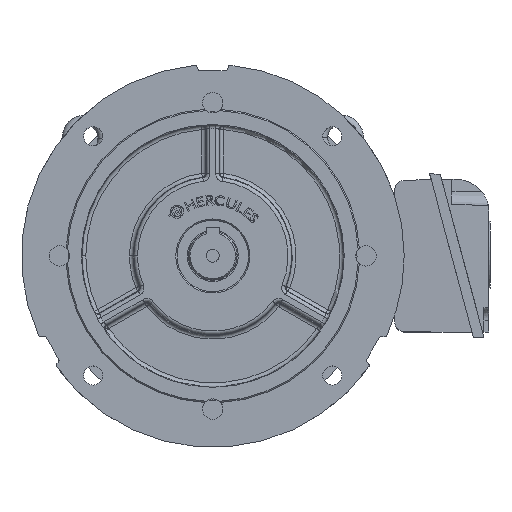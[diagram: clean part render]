
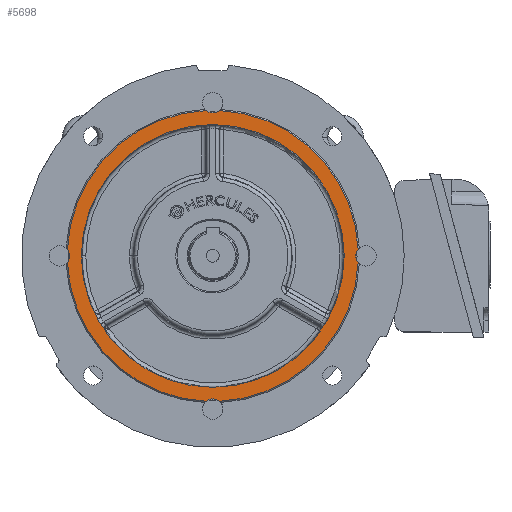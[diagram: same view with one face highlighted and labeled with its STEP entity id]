
A CAD part, top view. The second image highlights one B-rep face of the part: STEP entity #5698.
In plain terms, the highlighted planar face has unit normal (0, 0, 1).
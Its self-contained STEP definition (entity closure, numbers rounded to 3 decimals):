
#345 = VERTEX_POINT ( 'NONE', #15058 ) ;
#435 = EDGE_CURVE ( 'NONE', #24294, #78568, #61078, .T. ) ;
#1096 = EDGE_CURVE ( 'NONE', #345, #83583, #4125, .T. ) ;
#2632 = EDGE_CURVE ( 'NONE', #11302, #13810, #28262, .T. ) ;
#3178 = DIRECTION ( 'NONE',  ( 1., 0., 0. ) ) ;
#4125 = CIRCLE ( 'NONE', #26923, 114. ) ;
#4543 = EDGE_LOOP ( 'NONE', ( #56043, #52798 ) ) ;
#5370 = EDGE_CURVE ( 'NONE', #87440, #19360, #55602, .T. ) ;
#5698 = ADVANCED_FACE ( 'NONE', ( #70272, #9237 ), #23034, .T. ) ;
#5908 = AXIS2_PLACEMENT_3D ( 'NONE', #25858, #6238, #46371 ) ;
#6152 = CIRCLE ( 'NONE', #17549, 114. ) ;
#6238 = DIRECTION ( 'NONE',  ( 0., 0., 1. ) ) ;
#6813 = ORIENTED_EDGE ( 'NONE', *, *, #435, .F. ) ;
#7105 = EDGE_CURVE ( 'NONE', #18085, #40788, #6152, .T. ) ;
#7786 = EDGE_CURVE ( 'NONE', #345, #55721, #44558, .T. ) ;
#8202 = ORIENTED_EDGE ( 'NONE', *, *, #74453, .T. ) ;
#8396 = CIRCLE ( 'NONE', #11260, 114. ) ;
#9054 = DIRECTION ( 'NONE',  ( 1., 0., 0. ) ) ;
#9237 = FACE_BOUND ( 'NONE', #4543, .T. ) ;
#9898 = AXIS2_PLACEMENT_3D ( 'NONE', #46847, #75761, #61989 ) ;
#11108 = ORIENTED_EDGE ( 'NONE', *, *, #7105, .T. ) ;
#11260 = AXIS2_PLACEMENT_3D ( 'NONE', #50932, #56343, #9054 ) ;
#11302 = VERTEX_POINT ( 'NONE', #13890 ) ;
#12007 = ORIENTED_EDGE ( 'NONE', *, *, #17599, .F. ) ;
#13710 = CARTESIAN_POINT ( 'NONE',  ( -112., 0., 66.5 ) ) ;
#13810 = VERTEX_POINT ( 'NONE', #30801 ) ;
#13890 = CARTESIAN_POINT ( 'NONE',  ( -5.156, 113.883, 66.5 ) ) ;
#15058 = CARTESIAN_POINT ( 'NONE',  ( -113.883, -5.156, 66.5 ) ) ;
#16536 = DIRECTION ( 'NONE',  ( 1., 0., 0. ) ) ;
#17549 = AXIS2_PLACEMENT_3D ( 'NONE', #57879, #30205, #79166 ) ;
#17599 = EDGE_CURVE ( 'NONE', #78568, #40788, #39720, .T. ) ;
#18085 = VERTEX_POINT ( 'NONE', #43121 ) ;
#18902 = DIRECTION ( 'NONE',  ( 0., 0., 1. ) ) ;
#18990 = ORIENTED_EDGE ( 'NONE', *, *, #65868, .F. ) ;
#19360 = VERTEX_POINT ( 'NONE', #82363 ) ;
#21288 = CARTESIAN_POINT ( 'NONE',  ( 120., 0., 66.5 ) ) ;
#22381 = ORIENTED_EDGE ( 'NONE', *, *, #23067, .T. ) ;
#22518 = AXIS2_PLACEMENT_3D ( 'NONE', #70024, #77995, #16536 ) ;
#22897 = AXIS2_PLACEMENT_3D ( 'NONE', #78370, #37834, #49170 ) ;
#23034 = PLANE ( 'NONE',  #45692 ) ;
#23067 = EDGE_CURVE ( 'NONE', #11302, #86575, #85529, .T. ) ;
#24294 = VERTEX_POINT ( 'NONE', #37367 ) ;
#25812 = CARTESIAN_POINT ( 'NONE',  ( 0., 120., 66.5 ) ) ;
#25858 = CARTESIAN_POINT ( 'NONE',  ( 0., 0., 66.5 ) ) ;
#26923 = AXIS2_PLACEMENT_3D ( 'NONE', #82101, #30824, #3178 ) ;
#26934 = CIRCLE ( 'NONE', #9898, 8. ) ;
#27466 = CARTESIAN_POINT ( 'NONE',  ( 113.883, -5.156, 66.5 ) ) ;
#28262 = CIRCLE ( 'NONE', #88052, 8. ) ;
#28907 = AXIS2_PLACEMENT_3D ( 'NONE', #58984, #59422, #32643 ) ;
#29401 = ORIENTED_EDGE ( 'NONE', *, *, #2632, .F. ) ;
#30205 = DIRECTION ( 'NONE',  ( 0., 0., 1. ) ) ;
#30801 = CARTESIAN_POINT ( 'NONE',  ( 5.156, 113.883, 66.5 ) ) ;
#30824 = DIRECTION ( 'NONE',  ( 0., 0., 1. ) ) ;
#32643 = DIRECTION ( 'NONE',  ( 0., 1., 0. ) ) ;
#33036 = CARTESIAN_POINT ( 'NONE',  ( -113.883, 5.156, 66.5 ) ) ;
#33402 = DIRECTION ( 'NONE',  ( 1., 0., 0. ) ) ;
#33408 = DIRECTION ( 'NONE',  ( -1., 0., 0. ) ) ;
#33939 = CIRCLE ( 'NONE', #22518, 102.93 ) ;
#37367 = CARTESIAN_POINT ( 'NONE',  ( 113.883, 5.156, 66.5 ) ) ;
#37541 = CARTESIAN_POINT ( 'NONE',  ( 102.93, 0., 66.5 ) ) ;
#37834 = DIRECTION ( 'NONE',  ( 0., 0., -1. ) ) ;
#39720 = CIRCLE ( 'NONE', #51116, 8. ) ;
#39950 = ORIENTED_EDGE ( 'NONE', *, *, #47989, .F. ) ;
#40788 = VERTEX_POINT ( 'NONE', #27466 ) ;
#43121 = CARTESIAN_POINT ( 'NONE',  ( 5.156, -113.883, 66.5 ) ) ;
#44558 = CIRCLE ( 'NONE', #28907, 8. ) ;
#45555 = AXIS2_PLACEMENT_3D ( 'NONE', #87739, #67254, #33408 ) ;
#45610 = ORIENTED_EDGE ( 'NONE', *, *, #1096, .T. ) ;
#45692 = AXIS2_PLACEMENT_3D ( 'NONE', #50252, #72021, #52902 ) ;
#46371 = DIRECTION ( 'NONE',  ( 1., 0., 0. ) ) ;
#46732 = CARTESIAN_POINT ( 'NONE',  ( 112., 0., 66.5 ) ) ;
#46847 = CARTESIAN_POINT ( 'NONE',  ( -120., 0., 66.5 ) ) ;
#47989 = EDGE_CURVE ( 'NONE', #55721, #86575, #26934, .T. ) ;
#49170 = DIRECTION ( 'NONE',  ( 1., 0., 0. ) ) ;
#50252 = CARTESIAN_POINT ( 'NONE',  ( 0., 95., 66.5 ) ) ;
#50932 = CARTESIAN_POINT ( 'NONE',  ( 0., 0., 66.5 ) ) ;
#51116 = AXIS2_PLACEMENT_3D ( 'NONE', #73681, #18902, #79917 ) ;
#52798 = ORIENTED_EDGE ( 'NONE', *, *, #63058, .T. ) ;
#52902 = DIRECTION ( 'NONE',  ( 1., 0., 0. ) ) ;
#54916 = EDGE_LOOP ( 'NONE', ( #18990, #11108, #12007, #6813, #8202, #29401, #22381, #39950, #82163, #45610 ) ) ;
#55602 = CIRCLE ( 'NONE', #22897, 102.93 ) ;
#55721 = VERTEX_POINT ( 'NONE', #13710 ) ;
#56043 = ORIENTED_EDGE ( 'NONE', *, *, #5370, .T. ) ;
#56343 = DIRECTION ( 'NONE',  ( 0., 0., 1. ) ) ;
#57879 = CARTESIAN_POINT ( 'NONE',  ( 0., 0., 66.5 ) ) ;
#58984 = CARTESIAN_POINT ( 'NONE',  ( -120., 0., 66.5 ) ) ;
#59422 = DIRECTION ( 'NONE',  ( 0., 0., 1. ) ) ;
#61078 = CIRCLE ( 'NONE', #79490, 8. ) ;
#61989 = DIRECTION ( 'NONE',  ( 0., 1., 0. ) ) ;
#63058 = EDGE_CURVE ( 'NONE', #19360, #87440, #33939, .T. ) ;
#65868 = EDGE_CURVE ( 'NONE', #18085, #83583, #83956, .T. ) ;
#67250 = DIRECTION ( 'NONE',  ( 0., 0., 1. ) ) ;
#67254 = DIRECTION ( 'NONE',  ( 0., 0., 1. ) ) ;
#68982 = DIRECTION ( 'NONE',  ( 0., 0., 1. ) ) ;
#69420 = CARTESIAN_POINT ( 'NONE',  ( -5.156, -113.883, 66.5 ) ) ;
#70024 = CARTESIAN_POINT ( 'NONE',  ( 0., 0., 66.5 ) ) ;
#70267 = DIRECTION ( 'NONE',  ( 0., -1., 0. ) ) ;
#70272 = FACE_OUTER_BOUND ( 'NONE', #54916, .T. ) ;
#72021 = DIRECTION ( 'NONE',  ( 0., 0., 1. ) ) ;
#73681 = CARTESIAN_POINT ( 'NONE',  ( 120., 0., 66.5 ) ) ;
#74453 = EDGE_CURVE ( 'NONE', #24294, #13810, #8396, .T. ) ;
#75761 = DIRECTION ( 'NONE',  ( 0., 0., 1. ) ) ;
#77995 = DIRECTION ( 'NONE',  ( 0., 0., -1. ) ) ;
#78370 = CARTESIAN_POINT ( 'NONE',  ( 0., 0., 66.5 ) ) ;
#78568 = VERTEX_POINT ( 'NONE', #46732 ) ;
#79166 = DIRECTION ( 'NONE',  ( 1., 0., 0. ) ) ;
#79490 = AXIS2_PLACEMENT_3D ( 'NONE', #21288, #68982, #70267 ) ;
#79917 = DIRECTION ( 'NONE',  ( 0., -1., 0. ) ) ;
#82101 = CARTESIAN_POINT ( 'NONE',  ( 0., 0., 66.5 ) ) ;
#82163 = ORIENTED_EDGE ( 'NONE', *, *, #7786, .F. ) ;
#82363 = CARTESIAN_POINT ( 'NONE',  ( -102.93, 0., 66.5 ) ) ;
#83583 = VERTEX_POINT ( 'NONE', #69420 ) ;
#83956 = CIRCLE ( 'NONE', #45555, 8. ) ;
#85529 = CIRCLE ( 'NONE', #5908, 114. ) ;
#86575 = VERTEX_POINT ( 'NONE', #33036 ) ;
#87440 = VERTEX_POINT ( 'NONE', #37541 ) ;
#87739 = CARTESIAN_POINT ( 'NONE',  ( 0., -120., 66.5 ) ) ;
#88052 = AXIS2_PLACEMENT_3D ( 'NONE', #25812, #67250, #33402 ) ;
